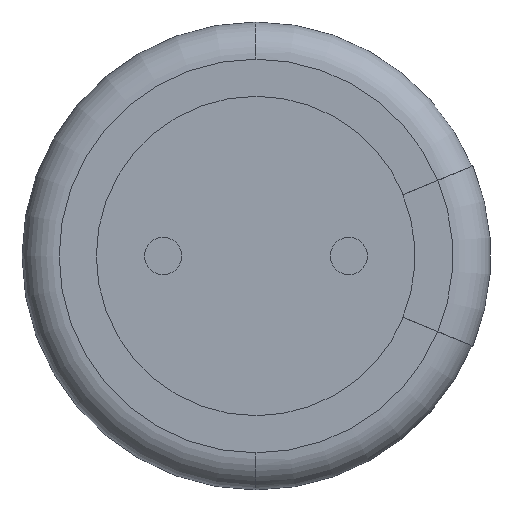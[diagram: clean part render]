
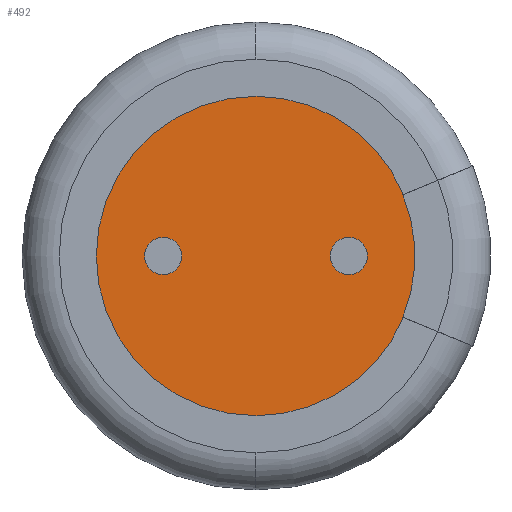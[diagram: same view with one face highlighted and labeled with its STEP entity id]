
A CAD part, front view. The second image highlights one B-rep face of the part: STEP entity #492.
In plain terms, the highlighted planar face has unit normal (0, -1, 0).
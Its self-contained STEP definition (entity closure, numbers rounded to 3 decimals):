
#11 = ORIENTED_EDGE ( 'NONE', *, *, #1868, .F. ) ;
#27 = CARTESIAN_POINT ( 'NONE',  ( 1.985, 0.3, 0.826 ) ) ;
#28 = LINE ( 'NONE', #2117, #422 ) ;
#32 = CARTESIAN_POINT ( 'NONE',  ( 1.25, 0.3, 0. ) ) ;
#132 = VERTEX_POINT ( 'NONE', #27 ) ;
#138 = ORIENTED_EDGE ( 'NONE', *, *, #1255, .T. ) ;
#162 = EDGE_CURVE ( 'NONE', #1839, #334, #408, .T. ) ;
#223 = DIRECTION ( 'NONE',  ( 0., 0., 1. ) ) ;
#257 = CARTESIAN_POINT ( 'NONE',  ( 0., 0.3, 0. ) ) ;
#274 = LINE ( 'NONE', #2301, #2476 ) ;
#308 = FACE_OUTER_BOUND ( 'NONE', #2019, .T. ) ;
#334 = VERTEX_POINT ( 'NONE', #1967 ) ;
#400 = EDGE_LOOP ( 'NONE', ( #2249, #2106 ) ) ;
#408 = CIRCLE ( 'NONE', #1384, 0.25 ) ;
#417 = AXIS2_PLACEMENT_3D ( 'NONE', #2287, #1128, #2490 ) ;
#421 = CARTESIAN_POINT ( 'NONE',  ( -1.25, 0.3, -0.25 ) ) ;
#422 = VECTOR ( 'NONE', #2310, 1000. ) ;
#436 = VERTEX_POINT ( 'NONE', #1982 ) ;
#462 = DIRECTION ( 'NONE',  ( 0., 0., -1. ) ) ;
#492 = ADVANCED_FACE ( 'NONE', ( #308, #1332, #2256 ), #628, .T. ) ;
#559 = EDGE_CURVE ( 'NONE', #334, #1839, #1463, .T. ) ;
#590 = VERTEX_POINT ( 'NONE', #421 ) ;
#610 = EDGE_CURVE ( 'NONE', #132, #436, #1984, .T. ) ;
#628 = PLANE ( 'NONE',  #2259 ) ;
#752 = CARTESIAN_POINT ( 'NONE',  ( -1.25, 0.3, 0.25 ) ) ;
#756 = DIRECTION ( 'NONE',  ( 0., -1., 0. ) ) ;
#758 = DIRECTION ( 'NONE',  ( 0., -1., 0. ) ) ;
#797 = EDGE_CURVE ( 'NONE', #1397, #1215, #1534, .T. ) ;
#803 = DIRECTION ( 'NONE',  ( 0., -1., 0. ) ) ;
#823 = DIRECTION ( 'NONE',  ( 0., -1., 0. ) ) ;
#827 = ORIENTED_EDGE ( 'NONE', *, *, #2485, .F. ) ;
#856 = ORIENTED_EDGE ( 'NONE', *, *, #1344, .T. ) ;
#892 = CARTESIAN_POINT ( 'NONE',  ( -1.25, 0.3, 0. ) ) ;
#932 = DIRECTION ( 'NONE',  ( -0.924, 0., -0.383 ) ) ;
#985 = AXIS2_PLACEMENT_3D ( 'NONE', #892, #2257, #1095 ) ;
#999 = CARTESIAN_POINT ( 'NONE',  ( 1.976, 0.3, 0.823 ) ) ;
#1006 = CARTESIAN_POINT ( 'NONE',  ( 0., 0.3, 0. ) ) ;
#1095 = DIRECTION ( 'NONE',  ( 0., 0., -1. ) ) ;
#1128 = DIRECTION ( 'NONE',  ( 0., -1., 0. ) ) ;
#1153 = AXIS2_PLACEMENT_3D ( 'NONE', #1976, #803, #2164 ) ;
#1189 = ORIENTED_EDGE ( 'NONE', *, *, #797, .T. ) ;
#1199 = DIRECTION ( 'NONE',  ( 0., 0., -1. ) ) ;
#1212 = AXIS2_PLACEMENT_3D ( 'NONE', #257, #1625, #462 ) ;
#1215 = VERTEX_POINT ( 'NONE', #1913 ) ;
#1235 = CIRCLE ( 'NONE', #985, 0.25 ) ;
#1249 = VERTEX_POINT ( 'NONE', #752 ) ;
#1255 = EDGE_CURVE ( 'NONE', #1215, #2355, #28, .T. ) ;
#1259 = ORIENTED_EDGE ( 'NONE', *, *, #610, .T. ) ;
#1332 = FACE_BOUND ( 'NONE', #400, .T. ) ;
#1344 = EDGE_CURVE ( 'NONE', #436, #1397, #1639, .T. ) ;
#1369 = CARTESIAN_POINT ( 'NONE',  ( 0., 0.3, -2.15 ) ) ;
#1384 = AXIS2_PLACEMENT_3D ( 'NONE', #1998, #823, #2186 ) ;
#1390 = DIRECTION ( 'NONE',  ( 0., -1., 0. ) ) ;
#1397 = VERTEX_POINT ( 'NONE', #1369 ) ;
#1404 = VERTEX_POINT ( 'NONE', #999 ) ;
#1441 = EDGE_CURVE ( 'NONE', #590, #1249, #2043, .T. ) ;
#1463 = CIRCLE ( 'NONE', #2208, 0.25 ) ;
#1534 = CIRCLE ( 'NONE', #1212, 2.15 ) ;
#1625 = DIRECTION ( 'NONE',  ( 0., -1., 0. ) ) ;
#1639 = CIRCLE ( 'NONE', #1153, 2.15 ) ;
#1660 = ORIENTED_EDGE ( 'NONE', *, *, #2051, .T. ) ;
#1784 = CIRCLE ( 'NONE', #417, 2.15 ) ;
#1839 = VERTEX_POINT ( 'NONE', #2429 ) ;
#1868 = EDGE_CURVE ( 'NONE', #1249, #590, #1235, .T. ) ;
#1894 = ORIENTED_EDGE ( 'NONE', *, *, #1441, .F. ) ;
#1913 = CARTESIAN_POINT ( 'NONE',  ( 1.985, 0.3, -0.826 ) ) ;
#1932 = CARTESIAN_POINT ( 'NONE',  ( -1.25, 0.3, 0. ) ) ;
#1933 = CARTESIAN_POINT ( 'NONE',  ( 0., 0.3, 0. ) ) ;
#1942 = AXIS2_PLACEMENT_3D ( 'NONE', #1932, #756, #2123 ) ;
#1967 = CARTESIAN_POINT ( 'NONE',  ( 1.25, 0.3, 0.25 ) ) ;
#1976 = CARTESIAN_POINT ( 'NONE',  ( 0., 0.3, 0. ) ) ;
#1982 = CARTESIAN_POINT ( 'NONE',  ( 0., 0.3, 2.15 ) ) ;
#1984 = CIRCLE ( 'NONE', #2339, 2.15 ) ;
#1998 = CARTESIAN_POINT ( 'NONE',  ( 1.25, 0.3, 0. ) ) ;
#2019 = EDGE_LOOP ( 'NONE', ( #827, #1259, #856, #1189, #138, #1660 ) ) ;
#2043 = CIRCLE ( 'NONE', #1942, 0.25 ) ;
#2051 = EDGE_CURVE ( 'NONE', #2355, #1404, #1784, .T. ) ;
#2106 = ORIENTED_EDGE ( 'NONE', *, *, #162, .F. ) ;
#2117 = CARTESIAN_POINT ( 'NONE',  ( -0.001, 0.3, -0.004 ) ) ;
#2123 = DIRECTION ( 'NONE',  ( 0., 0., -1. ) ) ;
#2125 = DIRECTION ( 'NONE',  ( 0., 0., -1. ) ) ;
#2164 = DIRECTION ( 'NONE',  ( 0., 0., -1. ) ) ;
#2186 = DIRECTION ( 'NONE',  ( 0., 0., 1. ) ) ;
#2208 = AXIS2_PLACEMENT_3D ( 'NONE', #32, #1390, #223 ) ;
#2249 = ORIENTED_EDGE ( 'NONE', *, *, #559, .F. ) ;
#2256 = FACE_BOUND ( 'NONE', #2504, .T. ) ;
#2257 = DIRECTION ( 'NONE',  ( 0., -1., 0. ) ) ;
#2259 = AXIS2_PLACEMENT_3D ( 'NONE', #1933, #758, #2125 ) ;
#2287 = CARTESIAN_POINT ( 'NONE',  ( -0.01, 0.3, 0. ) ) ;
#2301 = CARTESIAN_POINT ( 'NONE',  ( -0.001, 0.3, 0.004 ) ) ;
#2310 = DIRECTION ( 'NONE',  ( -0.924, 0., 0.383 ) ) ;
#2339 = AXIS2_PLACEMENT_3D ( 'NONE', #1006, #2370, #1199 ) ;
#2355 = VERTEX_POINT ( 'NONE', #2402 ) ;
#2370 = DIRECTION ( 'NONE',  ( 0., -1., 0. ) ) ;
#2402 = CARTESIAN_POINT ( 'NONE',  ( 1.976, 0.3, -0.823 ) ) ;
#2429 = CARTESIAN_POINT ( 'NONE',  ( 1.25, 0.3, -0.25 ) ) ;
#2476 = VECTOR ( 'NONE', #932, 1000. ) ;
#2485 = EDGE_CURVE ( 'NONE', #132, #1404, #274, .T. ) ;
#2490 = DIRECTION ( 'NONE',  ( 0., 0., -1. ) ) ;
#2504 = EDGE_LOOP ( 'NONE', ( #11, #1894 ) ) ;
